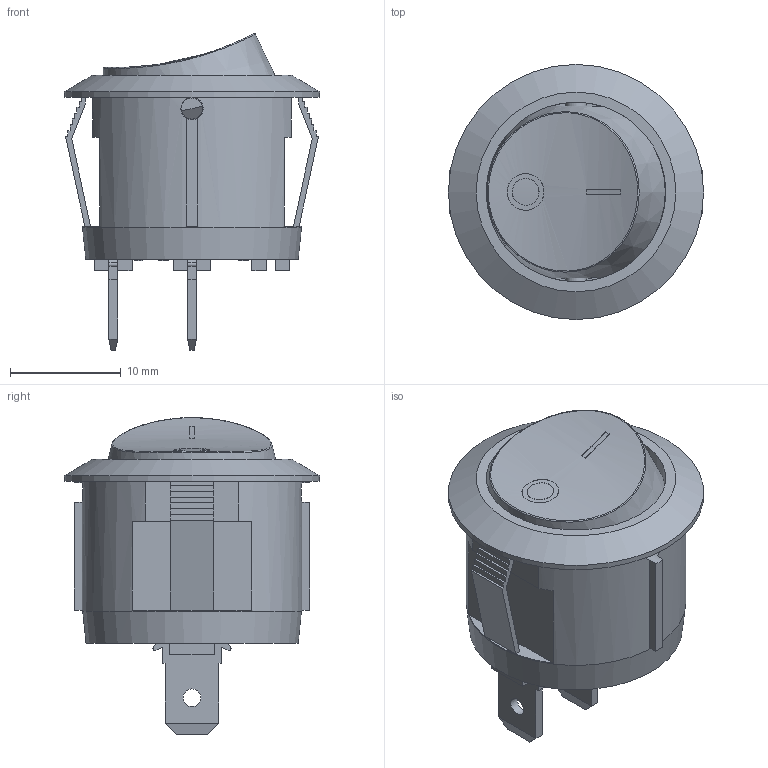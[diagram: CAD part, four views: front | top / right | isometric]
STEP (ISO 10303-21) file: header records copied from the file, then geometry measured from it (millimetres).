
FILE_DESCRIPTION(/* description */ (''),/* implementation_level */ '2;1');
FILE_NAME(/* name */ 'RRG3113xxx1.stp',/* time_stamp */ '2025-06-03T15:05:51-05:00',/* author */ ('mroman'),/* organization */ (''),/* preprocessor_version */ 'ST-DEVELOPER v18.1',/* originating_system */ 'Autodesk Inventor 2022',/* authorisation */ '');
FILE_SCHEMA (('AUTOMOTIVE_DESIGN { 1 0 10303 214 3 1 1 }'));
Length unit declared in the file: centimetre
Products named in the file (1): RRG3113xxx1
Bounding box: 23 x 23 x 28.56 mm (x, y, z)
Volume: 3215 mm3; surface area: 3765.9 mm2
Topology: 1 solids, 1 shells, 234 faces, 658 edges, 436 vertices
Faces by surface type: plane 175, bspline 32, cylinder 23, cone 3, sphere 1
Full cylindrical faces by diameter (mm): 1.6 x2, 1.9 x2, 2 x2, 2.4 x1, 3 x1, 3.3 x1, 4.6 x1, 16.2 x1, 23 x1
Entity records: 8144 total; most frequent: CARTESIAN_POINT 2245, ORIENTED_EDGE 1314, DIRECTION 1037, EDGE_CURVE 657, LINE 501, VECTOR 501, VERTEX_POINT 436, AXIS2_PLACEMENT_3D 268
